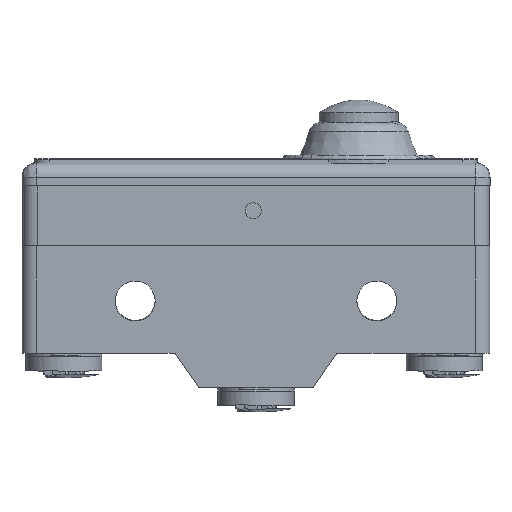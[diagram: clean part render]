
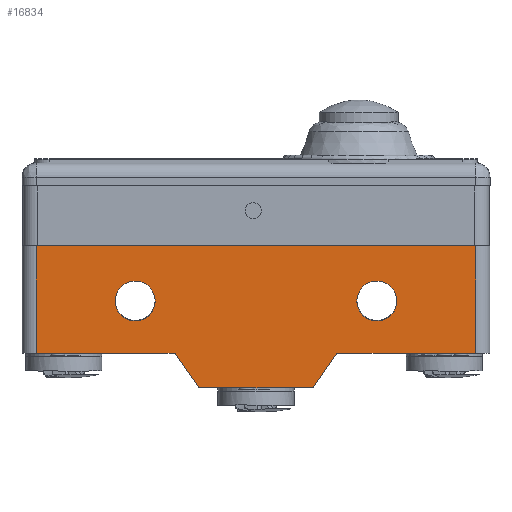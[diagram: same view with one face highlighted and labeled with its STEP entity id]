
A CAD part, left-side view. The second image highlights one B-rep face of the part: STEP entity #16834.
In plain terms, the highlighted face is planar.
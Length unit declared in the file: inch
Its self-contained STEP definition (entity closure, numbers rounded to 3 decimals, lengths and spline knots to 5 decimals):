
#128 = CARTESIAN_POINT ( 'NONE',  ( 0.18036, 0.78951, 0.91558 ) ) ;
#146 = EDGE_CURVE ( 'NONE', #1635, #17810, #18050, .T. ) ;
#346 = EDGE_CURVE ( 'NONE', #9103, #846, #14568, .T. ) ;
#675 = CARTESIAN_POINT ( 'NONE',  ( 0.18036, 0.78951, 0.91558 ) ) ;
#846 = VERTEX_POINT ( 'NONE', #17489 ) ;
#972 = CARTESIAN_POINT ( 'NONE',  ( 2.05831, 0.78951, 0.91558 ) ) ;
#1266 = VECTOR ( 'NONE', #13275, 39.37008 ) ;
#1454 = DIRECTION ( 'NONE',  ( 0., 0., -1. ) ) ;
#1551 = EDGE_CURVE ( 'NONE', #13651, #6238, #15536, .T. ) ;
#1635 = VERTEX_POINT ( 'NONE', #12445 ) ;
#1653 = VERTEX_POINT ( 'NONE', #2434 ) ;
#1851 = AXIS2_PLACEMENT_3D ( 'NONE', #10990, #1454, #17566 ) ;
#1858 = CARTESIAN_POINT ( 'NONE',  ( 0.75563, 0.78951, 0.91558 ) ) ;
#2434 = CARTESIAN_POINT ( 'NONE',  ( 1.67249, 1.00605, 0.91558 ) ) ;
#2754 = CARTESIAN_POINT ( 'NONE',  ( 0.85359, 0.64778, 0.91558 ) ) ;
#2864 = EDGE_CURVE ( 'NONE', #6238, #17112, #13905, .T. ) ;
#3222 = CARTESIAN_POINT ( 'NONE',  ( 1.99926, 1.2344, 0.91558 ) ) ;
#3335 = LINE ( 'NONE', #15866, #15559 ) ;
#3610 = VECTOR ( 'NONE', #16643, 39.37008 ) ;
#4034 = ORIENTED_EDGE ( 'NONE', *, *, #346, .T. ) ;
#4185 = VECTOR ( 'NONE', #6255, 39.37008 ) ;
#4584 = ORIENTED_EDGE ( 'NONE', *, *, #15225, .T. ) ;
#4933 = CARTESIAN_POINT ( 'NONE',  ( 0.0465, 1.2344, 0.91558 ) ) ;
#4962 = VERTEX_POINT ( 'NONE', #11961 ) ;
#5357 = FACE_OUTER_BOUND ( 'NONE', #20291, .T. ) ;
#5458 = ORIENTED_EDGE ( 'NONE', *, *, #2864, .T. ) ;
#5708 = EDGE_CURVE ( 'NONE', #1635, #12187, #10239, .T. ) ;
#6238 = VERTEX_POINT ( 'NONE', #15800 ) ;
#6255 = DIRECTION ( 'NONE',  ( -0.572, -0.82, 0. ) ) ;
#6570 = VECTOR ( 'NONE', #13863, 39.37008 ) ;
#6876 = CARTESIAN_POINT ( 'NONE',  ( 0.58981, 1.00605, 0.91558 ) ) ;
#8114 = ORIENTED_EDGE ( 'NONE', *, *, #15125, .T. ) ;
#8377 = DIRECTION ( 'NONE',  ( 1., 0., 0. ) ) ;
#8389 = LINE ( 'NONE', #9369, #4185 ) ;
#9103 = VERTEX_POINT ( 'NONE', #128 ) ;
#9369 = CARTESIAN_POINT ( 'NONE',  ( 1.42492, 0.78951, 0.91558 ) ) ;
#9568 = VECTOR ( 'NONE', #10858, 39.37008 ) ;
#9904 = DIRECTION ( 'NONE',  ( 1., 0., 0. ) ) ;
#10025 = ORIENTED_EDGE ( 'NONE', *, *, #19693, .T. ) ;
#10198 = EDGE_LOOP ( 'NONE', ( #11744 ) ) ;
#10239 = LINE ( 'NONE', #14769, #1266 ) ;
#10461 = ORIENTED_EDGE ( 'NONE', *, *, #146, .T. ) ;
#10549 = ORIENTED_EDGE ( 'NONE', *, *, #11703, .T. ) ;
#10675 = CARTESIAN_POINT ( 'NONE',  ( 1.58981, 1.00605, 0.91558 ) ) ;
#10720 = CARTESIAN_POINT ( 'NONE',  ( 2.05831, 0.64778, 0.91558 ) ) ;
#10858 = DIRECTION ( 'NONE',  ( -1., 0., 0. ) ) ;
#10990 = CARTESIAN_POINT ( 'NONE',  ( 2.05831, 0.78951, 0.91558 ) ) ;
#11395 = EDGE_LOOP ( 'NONE', ( #10025 ) ) ;
#11516 = FACE_BOUND ( 'NONE', #11395, .T. ) ;
#11605 = DIRECTION ( 'NONE',  ( 0., 0., 1. ) ) ;
#11703 = EDGE_CURVE ( 'NONE', #846, #12187, #19964, .T. ) ;
#11744 = ORIENTED_EDGE ( 'NONE', *, *, #11825, .T. ) ;
#11825 = EDGE_CURVE ( 'NONE', #4962, #4962, #17451, .T. ) ;
#11961 = CARTESIAN_POINT ( 'NONE',  ( 0.67249, 1.00605, 0.91558 ) ) ;
#12024 = FACE_BOUND ( 'NONE', #10198, .T. ) ;
#12047 = CARTESIAN_POINT ( 'NONE',  ( 1.32603, 0.64778, 0.91558 ) ) ;
#12187 = VERTEX_POINT ( 'NONE', #3222 ) ;
#12282 = CARTESIAN_POINT ( 'NONE',  ( 1.42492, 0.78951, 0.91558 ) ) ;
#12445 = CARTESIAN_POINT ( 'NONE',  ( 1.99926, 0.78951, 0.91558 ) ) ;
#12539 = DIRECTION ( 'NONE',  ( -0.569, 0.823, 0. ) ) ;
#13275 = DIRECTION ( 'NONE',  ( 0., 1., 0. ) ) ;
#13651 = VERTEX_POINT ( 'NONE', #12047 ) ;
#13863 = DIRECTION ( 'NONE',  ( -1., 0., 0. ) ) ;
#13905 = LINE ( 'NONE', #2754, #14914 ) ;
#14568 = LINE ( 'NONE', #675, #3610 ) ;
#14769 = CARTESIAN_POINT ( 'NONE',  ( 1.99926, 0.78951, 0.91558 ) ) ;
#14914 = VECTOR ( 'NONE', #12539, 39.37008 ) ;
#15125 = EDGE_CURVE ( 'NONE', #17112, #9103, #3335, .T. ) ;
#15225 = EDGE_CURVE ( 'NONE', #17810, #13651, #8389, .T. ) ;
#15517 = DIRECTION ( 'NONE',  ( 1., 0., 0. ) ) ;
#15536 = LINE ( 'NONE', #10720, #6570 ) ;
#15559 = VECTOR ( 'NONE', #18832, 39.37008 ) ;
#15800 = CARTESIAN_POINT ( 'NONE',  ( 0.85359, 0.64778, 0.91558 ) ) ;
#15838 = PLANE ( 'NONE',  #1851 ) ;
#15866 = CARTESIAN_POINT ( 'NONE',  ( 2.05831, 0.78951, 0.91558 ) ) ;
#16643 = DIRECTION ( 'NONE',  ( 0., 1., 0. ) ) ;
#16834 = ADVANCED_FACE ( 'NONE', ( #5357, #12024, #11516 ), #15838, .T. ) ;
#17112 = VERTEX_POINT ( 'NONE', #1858 ) ;
#17209 = VECTOR ( 'NONE', #9904, 39.37008 ) ;
#17451 = CIRCLE ( 'NONE', #18725, 0.08268 ) ;
#17489 = CARTESIAN_POINT ( 'NONE',  ( 0.18036, 1.2344, 0.91558 ) ) ;
#17566 = DIRECTION ( 'NONE',  ( -1., 0., 0. ) ) ;
#17810 = VERTEX_POINT ( 'NONE', #12282 ) ;
#17851 = ORIENTED_EDGE ( 'NONE', *, *, #1551, .T. ) ;
#18050 = LINE ( 'NONE', #972, #9568 ) ;
#18462 = AXIS2_PLACEMENT_3D ( 'NONE', #10675, #20162, #15517 ) ;
#18725 = AXIS2_PLACEMENT_3D ( 'NONE', #6876, #11605, #8377 ) ;
#18832 = DIRECTION ( 'NONE',  ( -1., 0., 0. ) ) ;
#19062 = ORIENTED_EDGE ( 'NONE', *, *, #5708, .F. ) ;
#19693 = EDGE_CURVE ( 'NONE', #1653, #1653, #20491, .T. ) ;
#19964 = LINE ( 'NONE', #4933, #17209 ) ;
#20162 = DIRECTION ( 'NONE',  ( 0., 0., 1. ) ) ;
#20291 = EDGE_LOOP ( 'NONE', ( #4034, #10549, #19062, #10461, #4584, #17851, #5458, #8114 ) ) ;
#20491 = CIRCLE ( 'NONE', #18462, 0.08268 ) ;
